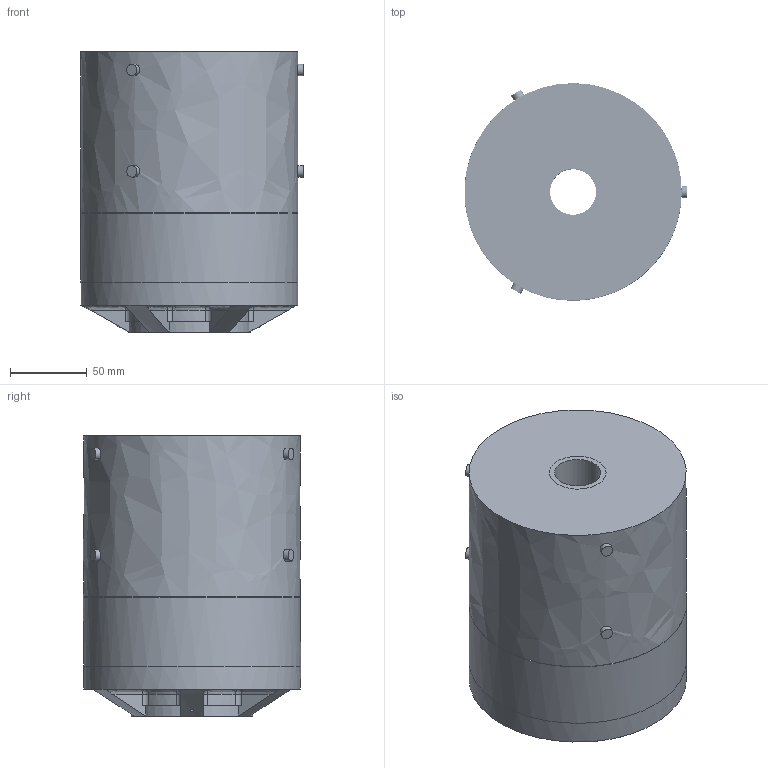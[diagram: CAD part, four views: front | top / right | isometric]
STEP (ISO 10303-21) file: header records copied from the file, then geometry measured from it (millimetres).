
FILE_DESCRIPTION(('FreeCAD Model'),'2;1');
FILE_NAME('Open CASCADE Shape Model','2025-04-27T07:29:20',('FreeCAD'),( 'FreeCAD'),'Open CASCADE STEP processor 7.6','FreeCAD','Unknown');
FILE_SCHEMA(('AUTOMOTIVE_DESIGN { 1 0 10303 214 1 1 1 1 }'));
Products named in the file (1): Open CASCADE STEP translator 7.6 1
Bounding box: 145.57 x 141.78 x 182.98 mm (x, y, z)
Volume: 1454284.5 mm3; surface area: 517933.7 mm2
Topology: 58 solids, 58 shells, 2596 faces, 7413 edges, 4992 vertices
Faces by surface type: bspline 2596
Entity records: 152092 total; most frequent: CARTESIAN_POINT 111103, ORIENTED_EDGE 14826, EDGE_CURVE 7413, VERTEX_POINT 4992, B_SPLINE_CURVE_WITH_KNOTS 4002, FACE_BOUND 3125, EDGE_LOOP 3125, ADVANCED_FACE 2596
